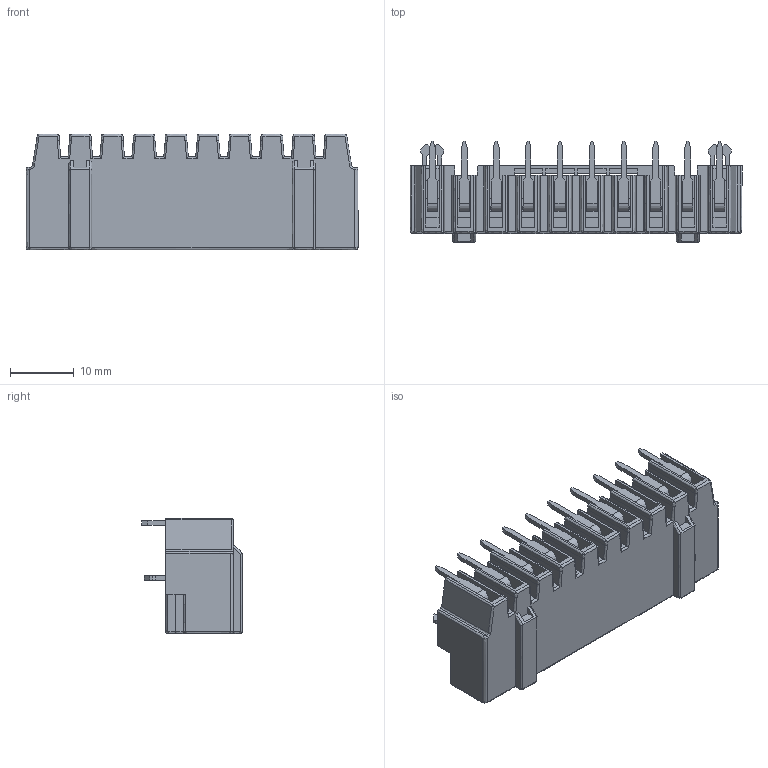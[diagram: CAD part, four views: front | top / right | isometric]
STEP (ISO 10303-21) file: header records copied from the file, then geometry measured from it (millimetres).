
FILE_DESCRIPTION( ('This file contains a STEP AP42 implementation' ,'as created by ZW3D STEP Interface translator.') ,'2;1' );
FILE_NAME( 'WJ9RC-5.0-10P.stp' ,'25 422. 841 9', (''), ('ZWCAD Software Co.'), 'Version 1.0', 'ZW3D to STEP translator', '' );
FILE_SCHEMA(('AUTOMOTIVE_DESIGN'));
Length unit declared in the file: millimetre
Products named in the file (2): 0; WJ9RC-5.0-10P蚾饜
Bounding box: 52 x 15.8 x 18.1 mm (x, y, z)
Volume: 3326.7 mm3; surface area: 7505.3 mm2
Topology: 1 solids, 61 shells, 1517 faces, 3829 edges, 2439 vertices
Faces by surface type: bspline 1517
Entity records: 45821 total; most frequent: CARTESIAN_POINT 20724, ORIENTED_EDGE 7658, EDGE_CURVE 3829, B_SPLINE_CURVE_WITH_KNOTS 3571, VERTEX_POINT 2439, EDGE_LOOP 1563, FACE_OUTER_BOUND 1517, ADVANCED_FACE 1517
